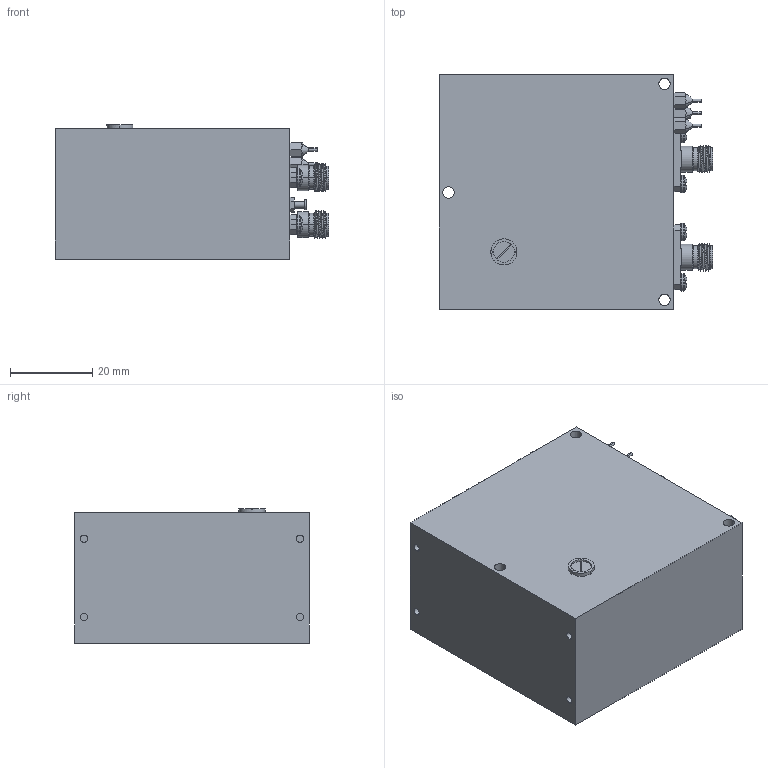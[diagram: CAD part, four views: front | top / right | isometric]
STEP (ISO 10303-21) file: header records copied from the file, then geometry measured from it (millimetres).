
FILE_DESCRIPTION (( 'STEP AP203' ), '1' );
FILE_NAME ('SOP-21301110-SF-E1.STEP', '2019-04-10T22:19:30', ( '' ), ( '' ), 'SwSTEP 2.0', 'SolidWorks 2016', '' );
FILE_SCHEMA (( 'CONFIG_CONTROL_DESIGN' ));
Length unit declared in the file: inch
Products named in the file (1): SOP-21301110-SF-E1
Bounding box: 66.6 x 57.15 x 32.65 mm (x, y, z)
Volume: 104312 mm3; surface area: 17565.1 mm2
Topology: 16 solids, 16 shells, 854 faces, 2301 edges, 1506 vertices
Faces by surface type: cylinder 462, plane 234, cone 87, torus 30, bspline 29, sphere 12
Entity records: 36365 total; most frequent: CARTESIAN_POINT 16729, ORIENTED_EDGE 4598, DIRECTION 3683, EDGE_CURVE 2299, VERTEX_POINT 1506, AXIS2_PLACEMENT_3D 1411, EDGE_LOOP 909, LINE 861
